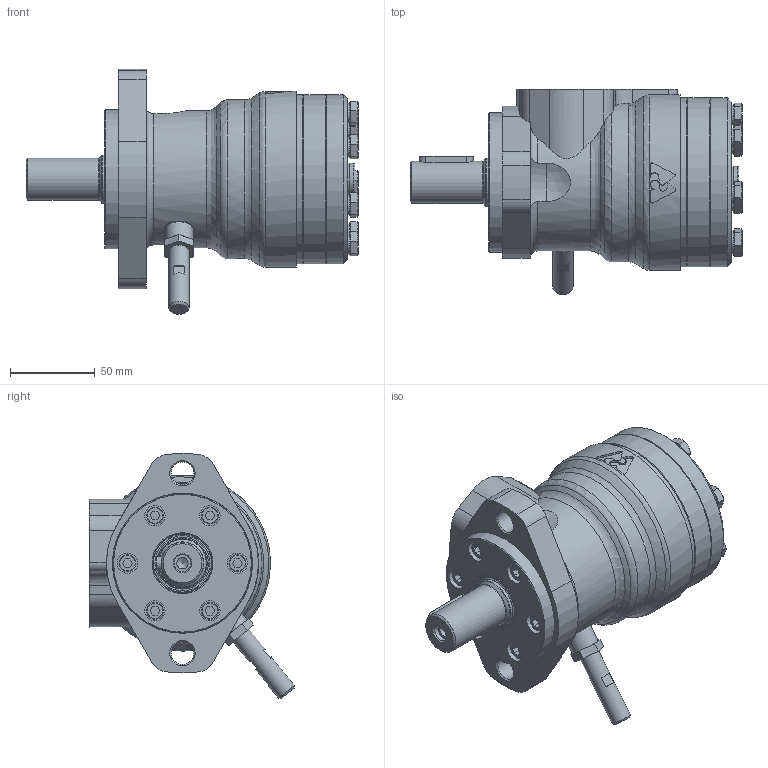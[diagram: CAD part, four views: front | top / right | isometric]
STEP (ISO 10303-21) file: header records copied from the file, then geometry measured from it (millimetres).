
FILE_DESCRIPTION( ( 'STEP AP214' ), '1' );
FILE_NAME( 'MR80CDRS.stp', '2019-11-18T13:57:14', ( '' ), ( '' ), ' ', 'PARTsolutions', ' ' );
FILE_SCHEMA( ( 'AUTOMOTIVE_DESIGN { 1 0 10303 214 1 1 1 1 }' ) );
Length unit declared in the file: millimetre
Products named in the file (7): MR80CDRS; _MRRSB; _MPCSH; _MPFMF; _MRVP; _MR80D; _MRF
Assembly tree (6 placements, depth 2):
  MR80CDRS
    _MRRSB
    _MPCSH
    _MPFMF
    _MRVP
    _MR80D
    _MRF
Bounding box: 196.4 x 121.29 x 144.95 mm (x, y, z)
Volume: 1066883.8 mm3; surface area: 147759.9 mm2
Topology: 6 solids, 6 shells, 421 faces, 957 edges, 595 vertices
Faces by surface type: plane 233, cylinder 91, cone 77, torus 18, sphere 2
Full cylindrical faces by diameter (mm): 2 x2, 6.647 x5, 7 x1, 10 x7, 11.9 x7, 12 x7, 13 x7, 13.35 x2, 17 x1, 18 x1, 18.631 x2, 19 x1, 25 x1, 28.56 x1, 29 x1, 32.6 x1, 35 x1, 82.3 x1, 82.5 x1, 82.55 x1, 100 x3, 104 x1
Entity records: 15625 total; most frequent: CARTESIAN_POINT 3284, DIRECTION 1847, ORIENTED_EDGE 1656, EDGE_CURVE 828, AXIS2_PLACEMENT_3D 737, VERTEX_POINT 576, EDGE_LOOP 574, FACE_OUTER_BOUND 487
